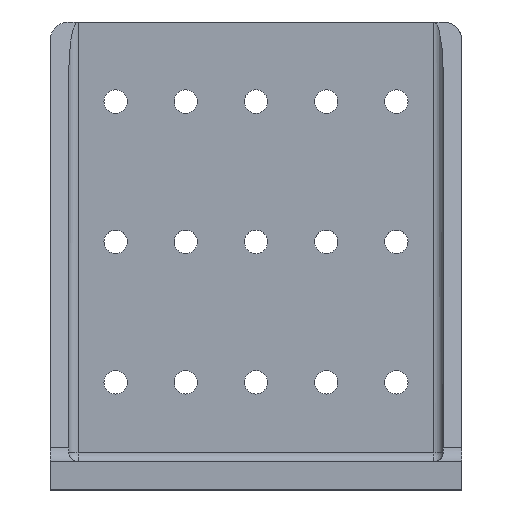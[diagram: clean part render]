
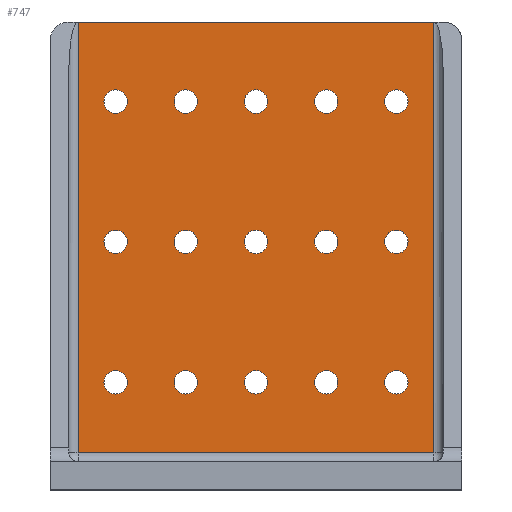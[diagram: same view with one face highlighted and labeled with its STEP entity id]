
A CAD part, top view. The second image highlights one B-rep face of the part: STEP entity #747.
In plain terms, the highlighted planar face has unit normal (0, 0, 1).
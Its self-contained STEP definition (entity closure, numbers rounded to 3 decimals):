
#23=FACE_BOUND('',#120,.T.);
#24=FACE_BOUND('',#121,.T.);
#25=FACE_BOUND('',#122,.T.);
#26=FACE_BOUND('',#123,.T.);
#27=FACE_BOUND('',#124,.T.);
#28=FACE_BOUND('',#125,.T.);
#29=FACE_BOUND('',#126,.T.);
#30=FACE_BOUND('',#127,.T.);
#31=FACE_BOUND('',#128,.T.);
#32=FACE_BOUND('',#129,.T.);
#33=FACE_BOUND('',#130,.T.);
#34=FACE_BOUND('',#131,.T.);
#35=FACE_BOUND('',#132,.T.);
#36=FACE_BOUND('',#133,.T.);
#37=FACE_BOUND('',#134,.T.);
#56=PLANE('',#815);
#77=FACE_OUTER_BOUND('',#119,.T.);
#119=EDGE_LOOP('',(#545,#546,#547,#548));
#120=EDGE_LOOP('',(#549));
#121=EDGE_LOOP('',(#550));
#122=EDGE_LOOP('',(#551));
#123=EDGE_LOOP('',(#552));
#124=EDGE_LOOP('',(#553));
#125=EDGE_LOOP('',(#554));
#126=EDGE_LOOP('',(#555));
#127=EDGE_LOOP('',(#556));
#128=EDGE_LOOP('',(#557));
#129=EDGE_LOOP('',(#558));
#130=EDGE_LOOP('',(#559));
#131=EDGE_LOOP('',(#560));
#132=EDGE_LOOP('',(#561));
#133=EDGE_LOOP('',(#562));
#134=EDGE_LOOP('',(#563));
#191=LINE('',#1181,#243);
#193=LINE('',#1190,#245);
#195=LINE('',#1196,#247);
#198=LINE('',#1202,#250);
#243=VECTOR('',#921,10.);
#245=VECTOR('',#933,10.);
#247=VECTOR('',#939,10.);
#250=VECTOR('',#948,10.);
#299=CIRCLE('',#816,1.25);
#300=CIRCLE('',#817,1.25);
#301=CIRCLE('',#818,1.25);
#302=CIRCLE('',#819,1.25);
#303=CIRCLE('',#820,1.25);
#304=CIRCLE('',#821,1.25);
#305=CIRCLE('',#822,1.25);
#306=CIRCLE('',#823,1.25);
#307=CIRCLE('',#824,1.25);
#308=CIRCLE('',#825,1.25);
#309=CIRCLE('',#826,1.25);
#310=CIRCLE('',#827,1.25);
#311=CIRCLE('',#828,1.25);
#312=CIRCLE('',#829,1.25);
#313=CIRCLE('',#830,1.25);
#348=VERTEX_POINT('',#1174);
#349=VERTEX_POINT('',#1178);
#352=VERTEX_POINT('',#1186);
#354=VERTEX_POINT('',#1193);
#355=VERTEX_POINT('',#1203);
#356=VERTEX_POINT('',#1205);
#357=VERTEX_POINT('',#1207);
#358=VERTEX_POINT('',#1209);
#359=VERTEX_POINT('',#1211);
#360=VERTEX_POINT('',#1213);
#361=VERTEX_POINT('',#1215);
#362=VERTEX_POINT('',#1217);
#363=VERTEX_POINT('',#1219);
#364=VERTEX_POINT('',#1221);
#365=VERTEX_POINT('',#1223);
#366=VERTEX_POINT('',#1225);
#367=VERTEX_POINT('',#1227);
#368=VERTEX_POINT('',#1229);
#369=VERTEX_POINT('',#1231);
#419=EDGE_CURVE('',#349,#348,#191,.T.);
#424=EDGE_CURVE('',#348,#352,#193,.T.);
#427=EDGE_CURVE('',#352,#354,#195,.T.);
#430=EDGE_CURVE('',#354,#349,#198,.T.);
#431=EDGE_CURVE('',#355,#355,#299,.T.);
#432=EDGE_CURVE('',#356,#356,#300,.T.);
#433=EDGE_CURVE('',#357,#357,#301,.T.);
#434=EDGE_CURVE('',#358,#358,#302,.T.);
#435=EDGE_CURVE('',#359,#359,#303,.T.);
#436=EDGE_CURVE('',#360,#360,#304,.T.);
#437=EDGE_CURVE('',#361,#361,#305,.T.);
#438=EDGE_CURVE('',#362,#362,#306,.T.);
#439=EDGE_CURVE('',#363,#363,#307,.T.);
#440=EDGE_CURVE('',#364,#364,#308,.T.);
#441=EDGE_CURVE('',#365,#365,#309,.T.);
#442=EDGE_CURVE('',#366,#366,#310,.T.);
#443=EDGE_CURVE('',#367,#367,#311,.T.);
#444=EDGE_CURVE('',#368,#368,#312,.T.);
#445=EDGE_CURVE('',#369,#369,#313,.T.);
#545=ORIENTED_EDGE('',*,*,#427,.F.);
#546=ORIENTED_EDGE('',*,*,#424,.F.);
#547=ORIENTED_EDGE('',*,*,#419,.F.);
#548=ORIENTED_EDGE('',*,*,#430,.F.);
#549=ORIENTED_EDGE('',*,*,#431,.T.);
#550=ORIENTED_EDGE('',*,*,#432,.T.);
#551=ORIENTED_EDGE('',*,*,#433,.T.);
#552=ORIENTED_EDGE('',*,*,#434,.T.);
#553=ORIENTED_EDGE('',*,*,#435,.T.);
#554=ORIENTED_EDGE('',*,*,#436,.T.);
#555=ORIENTED_EDGE('',*,*,#437,.T.);
#556=ORIENTED_EDGE('',*,*,#438,.T.);
#557=ORIENTED_EDGE('',*,*,#439,.T.);
#558=ORIENTED_EDGE('',*,*,#440,.T.);
#559=ORIENTED_EDGE('',*,*,#441,.T.);
#560=ORIENTED_EDGE('',*,*,#442,.T.);
#561=ORIENTED_EDGE('',*,*,#443,.T.);
#562=ORIENTED_EDGE('',*,*,#444,.T.);
#563=ORIENTED_EDGE('',*,*,#445,.T.);
#747=ADVANCED_FACE('',(#77,#23,#24,#25,#26,#27,#28,#29,#30,#31,#32,#33,
#34,#35,#36,#37),#56,.T.);
#815=AXIS2_PLACEMENT_3D('',#1201,#946,#947);
#816=AXIS2_PLACEMENT_3D('',#1204,#949,#950);
#817=AXIS2_PLACEMENT_3D('',#1206,#951,#952);
#818=AXIS2_PLACEMENT_3D('',#1208,#953,#954);
#819=AXIS2_PLACEMENT_3D('',#1210,#955,#956);
#820=AXIS2_PLACEMENT_3D('',#1212,#957,#958);
#821=AXIS2_PLACEMENT_3D('',#1214,#959,#960);
#822=AXIS2_PLACEMENT_3D('',#1216,#961,#962);
#823=AXIS2_PLACEMENT_3D('',#1218,#963,#964);
#824=AXIS2_PLACEMENT_3D('',#1220,#965,#966);
#825=AXIS2_PLACEMENT_3D('',#1222,#967,#968);
#826=AXIS2_PLACEMENT_3D('',#1224,#969,#970);
#827=AXIS2_PLACEMENT_3D('',#1226,#971,#972);
#828=AXIS2_PLACEMENT_3D('',#1228,#973,#974);
#829=AXIS2_PLACEMENT_3D('',#1230,#975,#976);
#830=AXIS2_PLACEMENT_3D('',#1232,#977,#978);
#921=DIRECTION('',(0.,-1.,0.));
#933=DIRECTION('',(-1.,0.,0.));
#939=DIRECTION('',(0.,1.,0.));
#946=DIRECTION('center_axis',(0.,0.,1.));
#947=DIRECTION('ref_axis',(1.,0.,0.));
#948=DIRECTION('',(1.,0.,0.));
#949=DIRECTION('center_axis',(0.,0.,-1.));
#950=DIRECTION('ref_axis',(1.,0.,0.));
#951=DIRECTION('center_axis',(0.,0.,-1.));
#952=DIRECTION('ref_axis',(1.,0.,0.));
#953=DIRECTION('center_axis',(0.,0.,-1.));
#954=DIRECTION('ref_axis',(1.,0.,0.));
#955=DIRECTION('center_axis',(0.,0.,-1.));
#956=DIRECTION('ref_axis',(1.,0.,0.));
#957=DIRECTION('center_axis',(0.,0.,-1.));
#958=DIRECTION('ref_axis',(1.,0.,0.));
#959=DIRECTION('center_axis',(0.,0.,-1.));
#960=DIRECTION('ref_axis',(1.,0.,0.));
#961=DIRECTION('center_axis',(0.,0.,-1.));
#962=DIRECTION('ref_axis',(1.,0.,0.));
#963=DIRECTION('center_axis',(0.,0.,-1.));
#964=DIRECTION('ref_axis',(1.,0.,0.));
#965=DIRECTION('center_axis',(0.,0.,-1.));
#966=DIRECTION('ref_axis',(1.,0.,0.));
#967=DIRECTION('center_axis',(0.,0.,-1.));
#968=DIRECTION('ref_axis',(1.,0.,0.));
#969=DIRECTION('center_axis',(0.,0.,-1.));
#970=DIRECTION('ref_axis',(1.,0.,0.));
#971=DIRECTION('center_axis',(0.,0.,-1.));
#972=DIRECTION('ref_axis',(1.,0.,0.));
#973=DIRECTION('center_axis',(0.,0.,-1.));
#974=DIRECTION('ref_axis',(1.,0.,0.));
#975=DIRECTION('center_axis',(0.,0.,-1.));
#976=DIRECTION('ref_axis',(1.,0.,0.));
#977=DIRECTION('center_axis',(0.,0.,-1.));
#978=DIRECTION('ref_axis',(1.,0.,0.));
#1174=CARTESIAN_POINT('',(29.,11.,0.));
#1178=CARTESIAN_POINT('',(29.,57.,0.));
#1181=CARTESIAN_POINT('',(29.,32.,0.));
#1186=CARTESIAN_POINT('',(-9.,11.,0.));
#1190=CARTESIAN_POINT('',(21.,11.,0.));
#1193=CARTESIAN_POINT('',(-9.,57.,0.));
#1196=CARTESIAN_POINT('',(-9.,32.75,0.));
#1201=CARTESIAN_POINT('Origin',(10.,32.,0.));
#1202=CARTESIAN_POINT('',(-12.,57.,0.));
#1203=CARTESIAN_POINT('',(16.25,48.5,0.));
#1204=CARTESIAN_POINT('Origin',(17.5,48.5,0.));
#1205=CARTESIAN_POINT('',(23.75,33.5,0.));
#1206=CARTESIAN_POINT('Origin',(25.,33.5,0.));
#1207=CARTESIAN_POINT('',(-6.25,18.5,0.));
#1208=CARTESIAN_POINT('Origin',(-5.,18.5,0.));
#1209=CARTESIAN_POINT('',(1.25,48.5,0.));
#1210=CARTESIAN_POINT('Origin',(2.5,48.5,0.));
#1211=CARTESIAN_POINT('',(16.25,18.5,0.));
#1212=CARTESIAN_POINT('Origin',(17.5,18.5,0.));
#1213=CARTESIAN_POINT('',(8.75,48.5,0.));
#1214=CARTESIAN_POINT('Origin',(10.,48.5,0.));
#1215=CARTESIAN_POINT('',(8.75,18.5,0.));
#1216=CARTESIAN_POINT('Origin',(10.,18.5,0.));
#1217=CARTESIAN_POINT('',(8.75,33.5,0.));
#1218=CARTESIAN_POINT('Origin',(10.,33.5,0.));
#1219=CARTESIAN_POINT('',(1.25,18.5,0.));
#1220=CARTESIAN_POINT('Origin',(2.5,18.5,0.));
#1221=CARTESIAN_POINT('',(23.75,48.5,0.));
#1222=CARTESIAN_POINT('Origin',(25.,48.5,0.));
#1223=CARTESIAN_POINT('',(-6.25,48.5,0.));
#1224=CARTESIAN_POINT('Origin',(-5.,48.5,0.));
#1225=CARTESIAN_POINT('',(-6.25,33.5,0.));
#1226=CARTESIAN_POINT('Origin',(-5.,33.5,0.));
#1227=CARTESIAN_POINT('',(16.25,33.5,0.));
#1228=CARTESIAN_POINT('Origin',(17.5,33.5,0.));
#1229=CARTESIAN_POINT('',(1.25,33.5,0.));
#1230=CARTESIAN_POINT('Origin',(2.5,33.5,0.));
#1231=CARTESIAN_POINT('',(23.75,18.5,0.));
#1232=CARTESIAN_POINT('Origin',(25.,18.5,0.));
